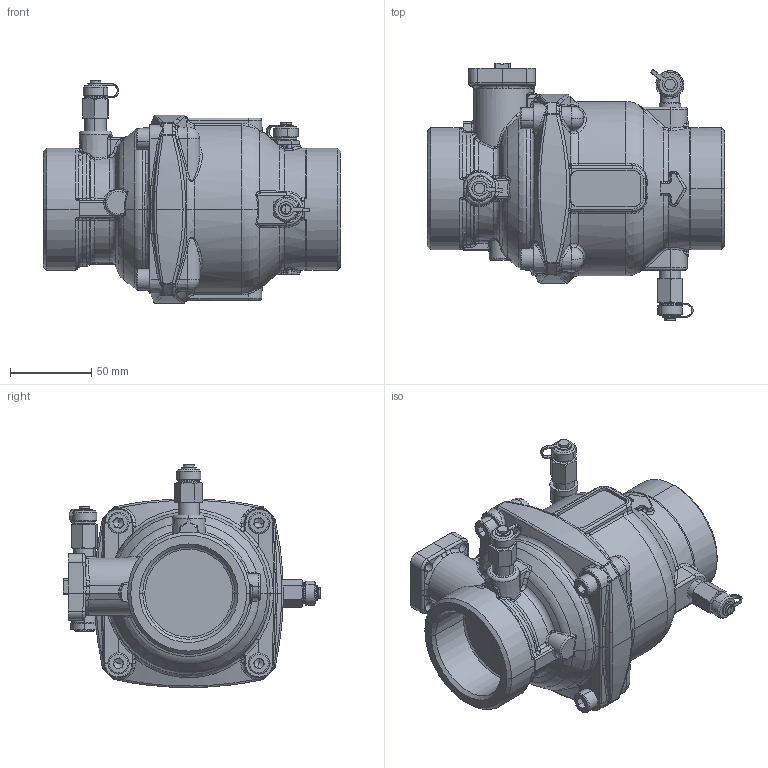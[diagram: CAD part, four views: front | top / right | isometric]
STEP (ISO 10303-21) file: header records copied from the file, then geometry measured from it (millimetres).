
FILE_DESCRIPTION(('CATIA V5 STEP Exchange'),'2;1');
FILE_NAME('STEP_145905_-_TST.stp','2018-11-16T15:33:36+00:00',('none'),('none'),'CATIA Version 5-6 Release 2016 SP4','CATIA V5 STEP AP203','none');
FILE_SCHEMA(('CONFIG_CONTROL_DESIGN'));
Products named in the file (1): 145905 - TST
Bounding box: 182.6 x 158.01 x 136.86 mm (x, y, z)
Volume: 1198695 mm3; surface area: 103093.7 mm2
Topology: 1 solids, 10 shells, 1301 faces, 3287 edges, 2003 vertices
Faces by surface type: bspline 459, plane 279, cylinder 269, cone 179, torus 90, sphere 23, revolution 2
Entity records: 47590 total; most frequent: CARTESIAN_POINT 23488, ORIENTED_EDGE 6512, EDGE_CURVE 3256, DIRECTION 3096, VERTEX_POINT 2003, AXIS2_PLACEMENT_3D 1462, EDGE_LOOP 1351, ADVANCED_FACE 1301
